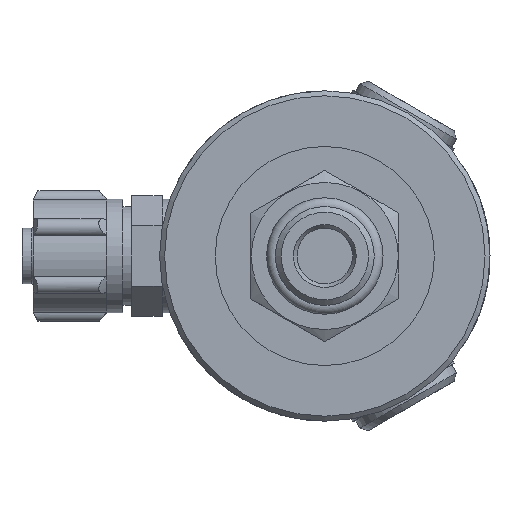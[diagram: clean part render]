
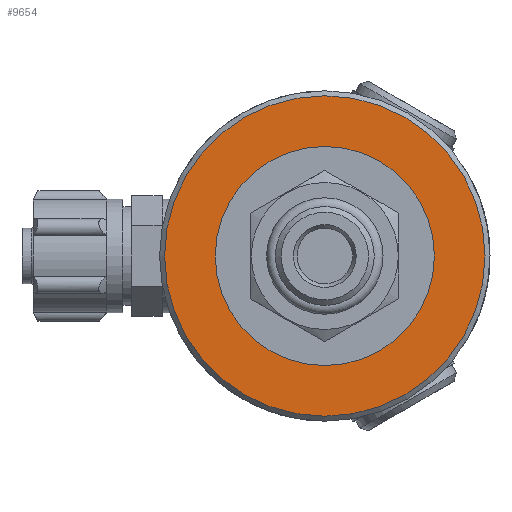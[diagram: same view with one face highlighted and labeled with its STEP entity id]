
A CAD part, left-side view. The second image highlights one B-rep face of the part: STEP entity #9654.
In plain terms, the highlighted planar face has unit normal (-1, 0, 0).
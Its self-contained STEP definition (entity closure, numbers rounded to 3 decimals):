
#116=FACE_BOUND('',#3549,.T.);
#506=PLANE('',#10366);
#2942=FACE_OUTER_BOUND('',#3548,.T.);
#3548=EDGE_LOOP('',(#8853));
#3549=EDGE_LOOP('',(#8854,#8855));
#3952=CIRCLE('',#10365,25.935);
#3953=CIRCLE('',#10367,17.729);
#3954=CIRCLE('',#10368,17.729);
#4874=VERTEX_POINT('',#20999);
#4875=VERTEX_POINT('',#21003);
#4876=VERTEX_POINT('',#21004);
#6232=EDGE_CURVE('',#4874,#4874,#3952,.T.);
#6233=EDGE_CURVE('',#4875,#4876,#3953,.T.);
#6234=EDGE_CURVE('',#4876,#4875,#3954,.T.);
#8853=ORIENTED_EDGE('',*,*,#6232,.F.);
#8854=ORIENTED_EDGE('',*,*,#6233,.T.);
#8855=ORIENTED_EDGE('',*,*,#6234,.T.);
#9654=ADVANCED_FACE('',(#2942,#116),#506,.T.);
#10365=AXIS2_PLACEMENT_3D('',#21001,#12329,#12330);
#10366=AXIS2_PLACEMENT_3D('',#21002,#12331,#12332);
#10367=AXIS2_PLACEMENT_3D('',#21005,#12333,#12334);
#10368=AXIS2_PLACEMENT_3D('',#21006,#12335,#12336);
#12329=DIRECTION('center_axis',(1.,0.,0.));
#12330=DIRECTION('ref_axis',(0.,-1.,0.));
#12331=DIRECTION('center_axis',(-1.,0.,0.));
#12332=DIRECTION('ref_axis',(0.,0.,1.));
#12333=DIRECTION('center_axis',(1.,0.,0.));
#12334=DIRECTION('ref_axis',(0.,1.,0.));
#12335=DIRECTION('center_axis',(1.,0.,0.));
#12336=DIRECTION('ref_axis',(0.,1.,0.));
#20999=CARTESIAN_POINT('',(-37.532,25.935,0.));
#21001=CARTESIAN_POINT('Origin',(-37.532,0.,0.));
#21002=CARTESIAN_POINT('Origin',(-37.532,22.232,0.));
#21003=CARTESIAN_POINT('',(-37.532,17.729,0.));
#21004=CARTESIAN_POINT('',(-37.532,-17.729,0.));
#21005=CARTESIAN_POINT('Origin',(-37.532,0.,0.));
#21006=CARTESIAN_POINT('Origin',(-37.532,0.,0.));
